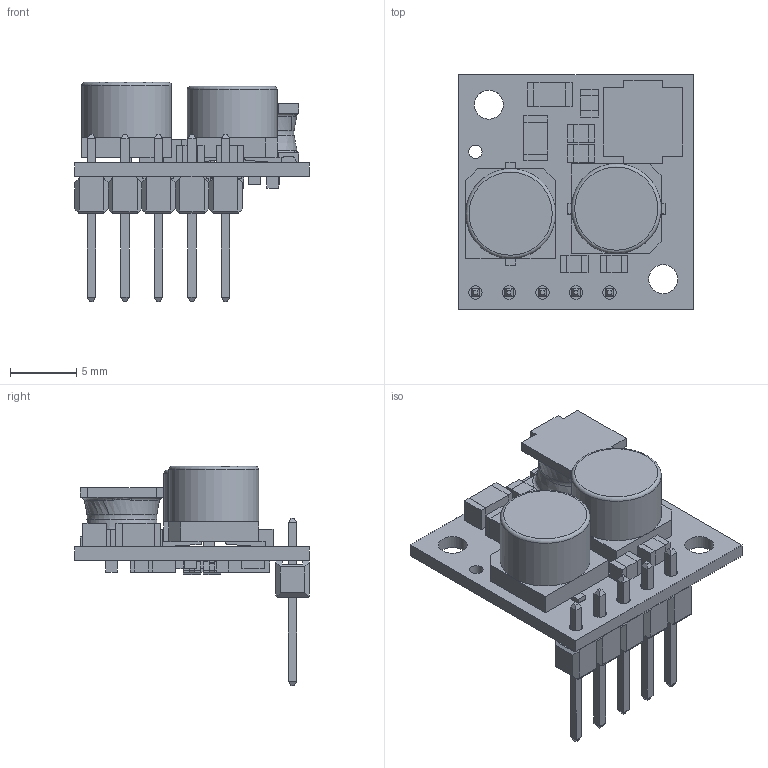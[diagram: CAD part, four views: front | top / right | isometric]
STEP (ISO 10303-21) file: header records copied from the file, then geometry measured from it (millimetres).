
FILE_DESCRIPTION(/* description */ (''),/* implementation_level */ '2;1');
FILE_NAME(/* name */ 'd24v22fx-step-down-voltage-regulator.step',/* time_stamp */ '2021-01-02T00:46:28-08:00',/* author */ (''),/* organization */ (''),/* preprocessor_version */ 'ST-DEVELOPER v18.1',/* originating_system */ 'Autodesk Translation Framework v9.7.1.1290',/* authorisation */ '');
FILE_SCHEMA (('AUTOMOTIVE_DESIGN { 1 0 10303 214 3 1 1 }'));
Length unit declared in the file: millimetre
Products named in the file (2): d24v22fx-step-down-voltage-regulator; Pin Header 1x5 TH Pitch 2.54mm
Assembly tree (1 placements, depth 2):
  d24v22fx-step-down-voltage-regulator
    Pin Header 1x5 TH Pitch 2.54mm
Bounding box: 17.78 x 17.78 x 16.61 mm (x, y, z)
Volume: 969.3 mm3; surface area: 1836.5 mm2
Topology: 6 solids, 11 shells, 1177 faces, 3162 edges, 2047 vertices
Faces by surface type: plane 954, bspline 165, cylinder 50, torus 7, cone 1
Full cylindrical faces by diameter (mm): 0.381 x1, 1.016 x6, 2.184 x2, 6.8 x2
Entity records: 43016 total; most frequent: CARTESIAN_POINT 13471, ORIENTED_EDGE 6292, DIRECTION 5021, EDGE_CURVE 3162, LINE 2659, VECTOR 2659, VERTEX_POINT 2047, EDGE_LOOP 1285
